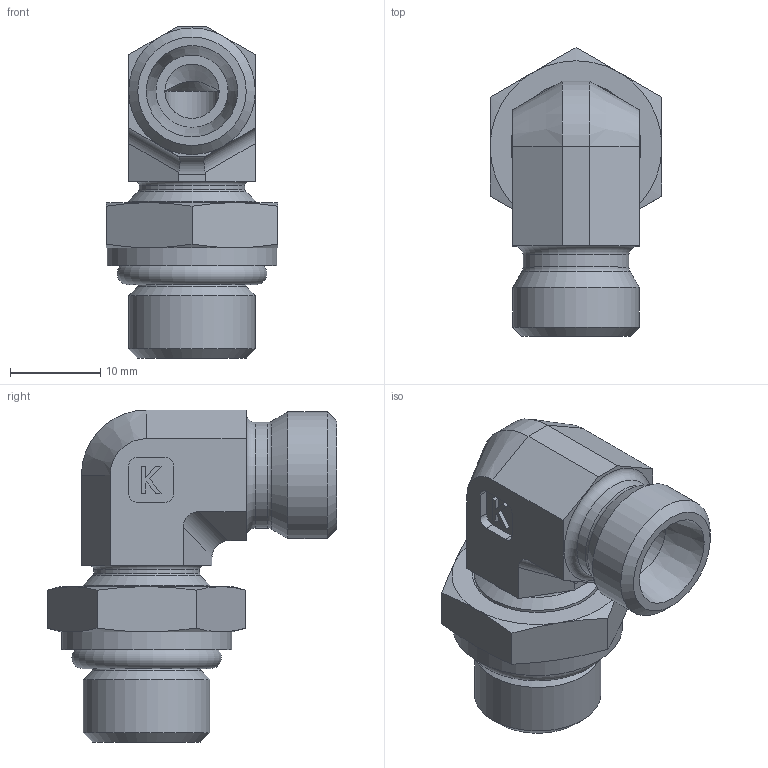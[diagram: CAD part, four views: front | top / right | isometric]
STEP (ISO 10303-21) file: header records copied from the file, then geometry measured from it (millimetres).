
FILE_DESCRIPTION((''),'2;1');
FILE_NAME('6701414108.stp','2015-07-17T15:06:49',(''),('KNOMI spol. s r. o.'),'Autodesk Inventor 2012','Autodesk Inventor 2012','');
FILE_SCHEMA(('AUTOMOTIVE_DESIGN { 1 2 10303 214 0 1 1 1 }'));
Length unit declared in the file: millimetre
Products named in the file (4): ÚPS M14/M14 komora; 678 1414 08; 60 11300 240 80; 675114
Assembly tree (3 placements, depth 2):
  ÚPS M14/M14 komora
    678 1414 08
    60 11300 240 80
    675114
Bounding box: 19 x 31.97 x 36.72 mm (x, y, z)
Volume: 7230.6 mm3; surface area: 4902.5 mm2
Topology: 3 solids, 3 shells, 98 faces, 228 edges, 140 vertices
Faces by surface type: plane 46, cone 26, cylinder 19, torus 7
Full cylindrical faces by diameter (mm): 6 x2, 8 x1, 11.7 x2, 11.8 x1, 12.376 x1, 14 x3, 18.8 x1
Entity records: 2803 total; most frequent: CARTESIAN_POINT 495, DIRECTION 450, ORIENTED_EDGE 392, EDGE_CURVE 196, AXIS2_PLACEMENT_3D 174, VERTEX_POINT 135, EDGE_LOOP 135, VECTOR 102
